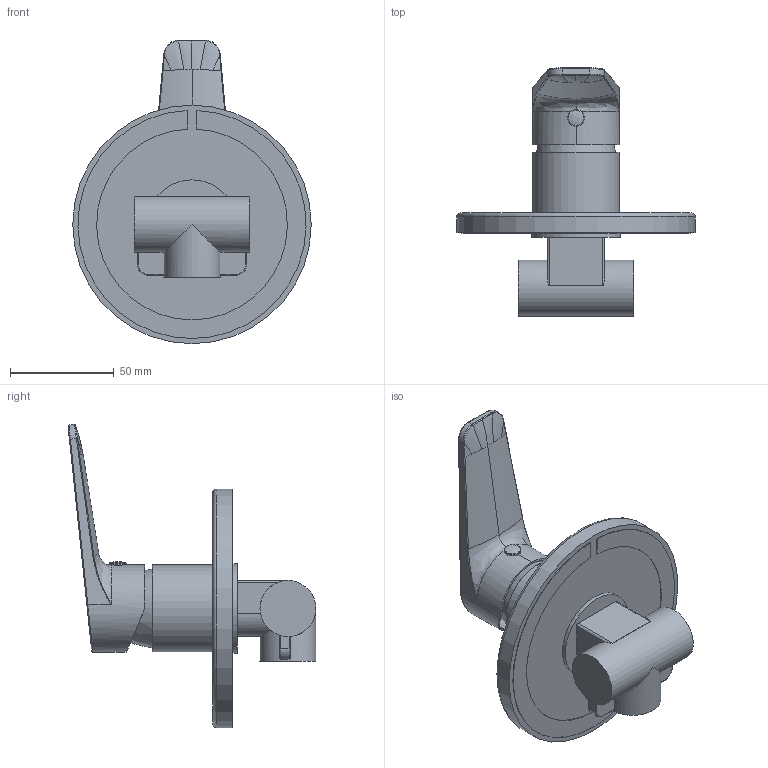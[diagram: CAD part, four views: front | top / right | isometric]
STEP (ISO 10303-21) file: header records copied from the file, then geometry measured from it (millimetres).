
FILE_DESCRIPTION(/* description */ (''),/* implementation_level */ '2;1');
FILE_NAME(/* name */ '3D-Z108-L6-0-CH.stp',/* time_stamp */ '2018-08-22T07:58:17-03:00',/* author */ ('mlarrea'),/* organization */ (''),/* preprocessor_version */ 'ST-DEVELOPER v17',/* originating_system */ 'Autodesk Inventor 2018',/* authorisation */ '');
FILE_SCHEMA (('AUTOMOTIVE_DESIGN { 1 0 10303 214 3 1 1 }'));
Length unit declared in the file: millimetre
Products named in the file (1): Pieza3
Bounding box: 115 x 119.53 x 146.28 mm (x, y, z)
Volume: 229410.1 mm3; surface area: 51886.8 mm2
Topology: 1 solids, 1 shells, 305 faces, 781 edges, 483 vertices
Faces by surface type: plane 119, bspline 93, cylinder 65, sphere 19, torus 8, cone 1
Full cylindrical faces by diameter (mm): 4.2 x1, 6.7 x1, 8 x1, 27 x2, 42 x2, 43 x1, 115 x1
Entity records: 16467 total; most frequent: CARTESIAN_POINT 9266, ORIENTED_EDGE 1554, DIRECTION 1227, EDGE_CURVE 777, VERTEX_POINT 483, AXIS2_PLACEMENT_3D 438, LINE 351, VECTOR 351
